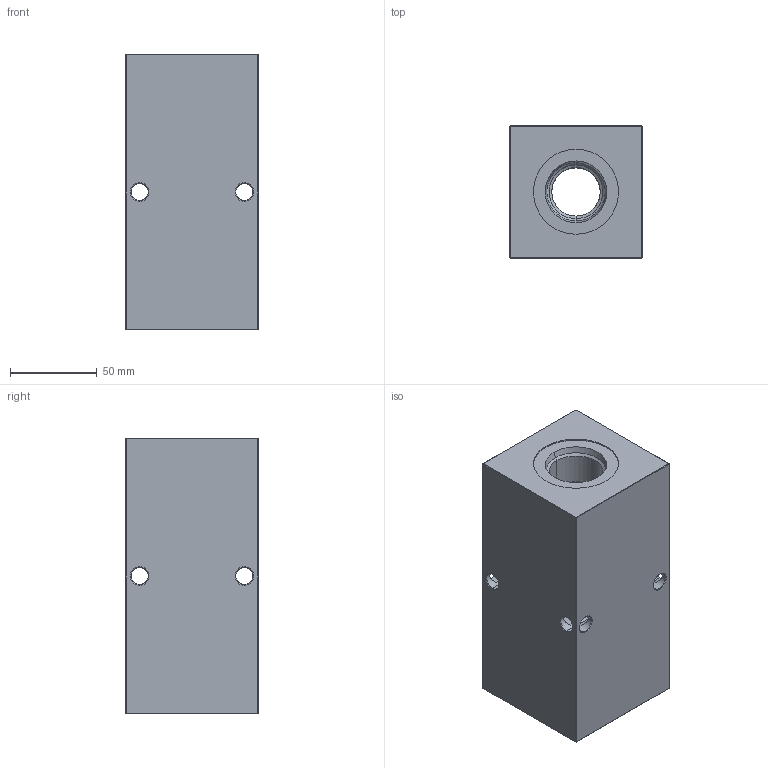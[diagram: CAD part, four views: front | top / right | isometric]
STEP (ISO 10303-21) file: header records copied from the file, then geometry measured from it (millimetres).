
FILE_DESCRIPTION (( 'STEP AP203' ), '1' );
FILE_NAME ('HM-2-0-S-16-10.STEP', '2020-10-27T20:35:42', ( '' ), ( '' ), 'SwSTEP 2.0', 'SolidWorks 2019', '' );
FILE_SCHEMA (( 'CONFIG_CONTROL_DESIGN' ));
Length unit declared in the file: inch
Products named in the file (1): HM-2-0-S-16-10
Bounding box: 76.2 x 76.2 x 158.75 mm (x, y, z)
Volume: 775491.8 mm3; surface area: 82131.5 mm2
Topology: 1 solids, 1 shells, 515 faces, 1332 edges, 858 vertices
Faces by surface type: plane 237, bspline 192, cylinder 46, cone 40
Entity records: 25163 total; most frequent: CARTESIAN_POINT 13862, ORIENTED_EDGE 2664, DIRECTION 1650, EDGE_CURVE 1332, VERTEX_POINT 858, VECTOR 814, LINE 814, EDGE_LOOP 576
